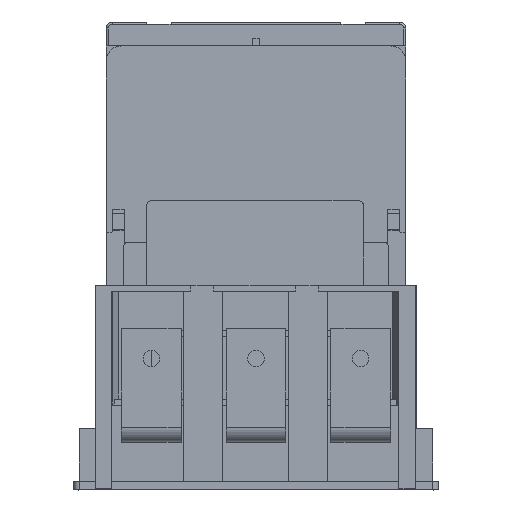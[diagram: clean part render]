
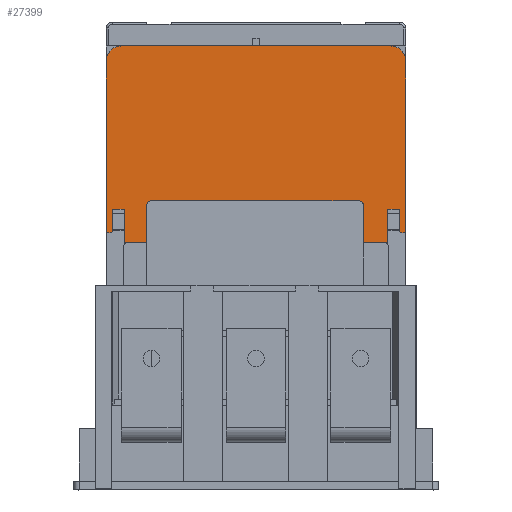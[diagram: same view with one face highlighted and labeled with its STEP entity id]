
A CAD part, front view. The second image highlights one B-rep face of the part: STEP entity #27399.
In plain terms, the highlighted planar face has unit normal (0, -1, 0).
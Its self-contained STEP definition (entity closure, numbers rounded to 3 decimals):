
#2457=DIRECTION('',(-1.,0.,0.));
#2458=VECTOR('',#2457,67.7);
#2459=CARTESIAN_POINT('',(33.85,-54.,3.));
#2460=LINE('',#2459,#2458);
#2461=DIRECTION('',(0.,0.,1.));
#2462=VECTOR('',#2461,5.);
#2463=CARTESIAN_POINT('',(-33.85,-54.,3.));
#2464=LINE('',#2463,#2462);
#2465=CARTESIAN_POINT('',(-39.,-54.,8.));
#2466=DIRECTION('',(0.,-1.,0.));
#2467=DIRECTION('',(1.,0.,0.));
#2468=AXIS2_PLACEMENT_3D('',#2465,#2466,#2467);
#2470=DIRECTION('',(-1.,0.,0.));
#2471=VECTOR('',#2470,5.);
#2472=CARTESIAN_POINT('',(-39.,-54.,
13.15));
#2473=LINE('',#2472,#2471);
#2474=DIRECTION('',(-1.,0.,0.));
#2475=VECTOR('',#2474,4.);
#2476=CARTESIAN_POINT('',(-44.,-54.,66.5));
#2477=LINE('',#2476,#2475);
#2478=DIRECTION('',(0.,0.,-1.));
#2479=VECTOR('',#2478,7.3);
#2480=CARTESIAN_POINT('',(-48.,-54.,66.5));
#2481=LINE('',#2480,#2479);
#2482=CARTESIAN_POINT('',(-48.7,-54.,
59.2));
#2483=DIRECTION('',(0.,1.,0.));
#2484=DIRECTION('',(1.,0.,0.));
#2485=AXIS2_PLACEMENT_3D('',#2482,#2483,#2484);
#2487=DIRECTION('',(-1.,0.,0.));
#2488=VECTOR('',#2487,0.6);
#2489=CARTESIAN_POINT('',(-48.7,-54.,
58.5));
#2490=LINE('',#2489,#2488);
#2491=CARTESIAN_POINT('',(-49.3,-54.,59.2));
#2492=DIRECTION('',(0.,1.,0.));
#2493=DIRECTION('',(0.,0.,-1.));
#2494=AXIS2_PLACEMENT_3D('',#2491,#2492,#2493);
#2496=DIRECTION('',(0.,0.,1.));
#2497=VECTOR('',#2496,56.8);
#2498=CARTESIAN_POINT('',(-50.,-54.,59.2));
#2499=LINE('',#2498,#2497);
#2500=CARTESIAN_POINT('',(-45.,-54.,116.));
#2501=DIRECTION('',(0.,1.,0.));
#2502=DIRECTION('',(-1.,0.,0.));
#2503=AXIS2_PLACEMENT_3D('',#2500,#2501,#2502);
#2505=DIRECTION('',(1.,0.,0.));
#2506=VECTOR('',#2505,90.);
#2507=CARTESIAN_POINT('',(-45.,-54.,
121.));
#2508=LINE('',#2507,#2506);
#2509=CARTESIAN_POINT('',(45.,-54.,116.));
#2510=DIRECTION('',(0.,1.,0.));
#2511=DIRECTION('',(0.,0.,1.));
#2512=AXIS2_PLACEMENT_3D('',#2509,#2510,#2511);
#2514=DIRECTION('',(0.,0.,-1.));
#2515=VECTOR('',#2514,56.8);
#2516=CARTESIAN_POINT('',(50.,-54.,116.));
#2517=LINE('',#2516,#2515);
#2518=CARTESIAN_POINT('',(49.3,-54.,59.2));
#2519=DIRECTION('',(0.,1.,0.));
#2520=DIRECTION('',(1.,0.,0.));
#2521=AXIS2_PLACEMENT_3D('',#2518,#2519,#2520);
#2523=DIRECTION('',(-1.,0.,0.));
#2524=VECTOR('',#2523,0.6);
#2525=CARTESIAN_POINT('',(49.3,-54.,58.5));
#2526=LINE('',#2525,#2524);
#2527=CARTESIAN_POINT('',(48.7,-54.,59.2));
#2528=DIRECTION('',(0.,1.,0.));
#2529=DIRECTION('',(0.,0.,-1.));
#2530=AXIS2_PLACEMENT_3D('',#2527,#2528,#2529);
#2532=DIRECTION('',(0.,0.,1.));
#2533=VECTOR('',#2532,7.3);
#2534=CARTESIAN_POINT('',(48.,-54.,59.2));
#2535=LINE('',#2534,#2533);
#2536=DIRECTION('',(-1.,0.,0.));
#2537=VECTOR('',#2536,4.);
#2538=CARTESIAN_POINT('',(48.,-54.,66.5));
#2539=LINE('',#2538,#2537);
#2540=DIRECTION('',(-1.,0.,0.));
#2541=VECTOR('',#2540,5.);
#2542=CARTESIAN_POINT('',(44.,-54.,13.15));
#2543=LINE('',#2542,#2541);
#2544=CARTESIAN_POINT('',(39.,-54.,8.));
#2545=DIRECTION('',(0.,-1.,0.));
#2546=DIRECTION('',(0.,0.,1.));
#2547=AXIS2_PLACEMENT_3D('',#2544,#2545,#2546);
#2549=DIRECTION('',(0.,0.,-1.));
#2550=VECTOR('',#2549,5.);
#2551=CARTESIAN_POINT('',(33.85,-54.,8.));
#2552=LINE('',#2551,#2550);
#2585=DIRECTION('',(0.,0.,-1.));
#2586=VECTOR('',#2585,53.35);
#2587=CARTESIAN_POINT('',(-44.,-54.,66.5));
#2588=LINE('',#2587,#2586);
#4750=DIRECTION('',(0.,0.,1.));
#4751=VECTOR('',#4750,53.35);
#4752=CARTESIAN_POINT('',(44.,-54.,13.15));
#4753=LINE('',#4752,#4751);
#19793=CARTESIAN_POINT('',(45.,-54.,
121.));
#19794=CARTESIAN_POINT('',(50.,-54.,116.));
#19795=VERTEX_POINT('',#19793);
#19796=VERTEX_POINT('',#19794);
#19797=CARTESIAN_POINT('',(50.,-54.,59.2));
#19798=VERTEX_POINT('',#19797);
#19799=CARTESIAN_POINT('',(49.3,-54.,
58.5));
#19800=VERTEX_POINT('',#19799);
#19801=CARTESIAN_POINT('',(48.7,-54.,
58.5));
#19802=VERTEX_POINT('',#19801);
#19803=CARTESIAN_POINT('',(48.,-54.,59.2));
#19804=VERTEX_POINT('',#19803);
#19805=CARTESIAN_POINT('',(48.,-54.,66.5));
#19806=VERTEX_POINT('',#19805);
#19807=CARTESIAN_POINT('',(44.,-54.,66.5));
#19808=VERTEX_POINT('',#19807);
#19809=CARTESIAN_POINT('',(44.,-54.,13.15));
#19810=CARTESIAN_POINT('',(39.,-54.,13.15));
#19811=VERTEX_POINT('',#19809);
#19812=VERTEX_POINT('',#19810);
#19813=CARTESIAN_POINT('',(33.85,-54.,8.));
#19814=VERTEX_POINT('',#19813);
#19815=CARTESIAN_POINT('',(-33.85,-54.,8.));
#19816=CARTESIAN_POINT('',(-39.,-54.,
13.15));
#19817=VERTEX_POINT('',#19815);
#19818=VERTEX_POINT('',#19816);
#19819=CARTESIAN_POINT('',(-44.,-54.,13.15));
#19820=VERTEX_POINT('',#19819);
#19821=CARTESIAN_POINT('',(-44.,-54.,66.5));
#19822=CARTESIAN_POINT('',(-48.,-54.,66.5));
#19823=VERTEX_POINT('',#19821);
#19824=VERTEX_POINT('',#19822);
#19825=CARTESIAN_POINT('',(-48.,-54.,59.2));
#19826=VERTEX_POINT('',#19825);
#19827=CARTESIAN_POINT('',(-48.7,-54.,
58.5));
#19828=VERTEX_POINT('',#19827);
#19829=CARTESIAN_POINT('',(-49.3,-54.,
58.5));
#19830=VERTEX_POINT('',#19829);
#19831=CARTESIAN_POINT('',(-50.,-54.,59.2));
#19832=VERTEX_POINT('',#19831);
#19833=CARTESIAN_POINT('',(-50.,-54.,116.));
#19834=VERTEX_POINT('',#19833);
#19835=CARTESIAN_POINT('',(-45.,-54.,
121.));
#19836=VERTEX_POINT('',#19835);
#21833=CARTESIAN_POINT('',(33.85,-54.,3.));
#21835=VERTEX_POINT('',#21833);
#21839=CARTESIAN_POINT('',(-33.85,-54.,3.));
#21841=VERTEX_POINT('',#21839);
#27351=CARTESIAN_POINT('',(0.,-54.,
61.15));
#27352=DIRECTION('',(0.,1.,0.));
#27353=DIRECTION('',(-1.,0.,0.));
#27354=AXIS2_PLACEMENT_3D('',#27351,#27352,#27353);
#27355=PLANE('',#27354);
#27356=ORIENTED_EDGE('',*,*,#24086,.T.);
#27358=ORIENTED_EDGE('',*,*,#27357,.T.);
#27360=ORIENTED_EDGE('',*,*,#27359,.T.);
#27362=ORIENTED_EDGE('',*,*,#27361,.T.);
#27364=ORIENTED_EDGE('',*,*,#27363,.F.);
#27366=ORIENTED_EDGE('',*,*,#27365,.T.);
#27367=ORIENTED_EDGE('',*,*,#27285,.T.);
#27368=ORIENTED_EDGE('',*,*,#27314,.T.);
#27369=ORIENTED_EDGE('',*,*,#27329,.T.);
#27370=ORIENTED_EDGE('',*,*,#27343,.T.);
#27371=ORIENTED_EDGE('',*,*,#25067,.T.);
#27373=ORIENTED_EDGE('',*,*,#27372,.T.);
#27375=ORIENTED_EDGE('',*,*,#27374,.T.);
#27377=ORIENTED_EDGE('',*,*,#27376,.T.);
#27378=ORIENTED_EDGE('',*,*,#26623,.T.);
#27380=ORIENTED_EDGE('',*,*,#27379,.T.);
#27382=ORIENTED_EDGE('',*,*,#27381,.T.);
#27384=ORIENTED_EDGE('',*,*,#27383,.T.);
#27386=ORIENTED_EDGE('',*,*,#27385,.T.);
#27388=ORIENTED_EDGE('',*,*,#27387,.T.);
#27390=ORIENTED_EDGE('',*,*,#27389,.F.);
#27392=ORIENTED_EDGE('',*,*,#27391,.T.);
#27394=ORIENTED_EDGE('',*,*,#27393,.T.);
#27396=ORIENTED_EDGE('',*,*,#27395,.T.);
#27397=EDGE_LOOP('',(#27356,#27358,#27360,#27362,#27364,#27366,#27367,#27368,
#27369,#27370,#27371,#27373,#27375,#27377,#27378,#27380,#27382,#27384,#27386,
#27388,#27390,#27392,#27394,#27396));
#27398=FACE_OUTER_BOUND('',#27397,.F.);
#2469=CIRCLE('',#2468,5.15);
#2486=CIRCLE('',#2485,0.7);
#2495=CIRCLE('',#2494,0.7);
#2504=CIRCLE('',#2503,5.);
#2513=CIRCLE('',#2512,5.);
#2522=CIRCLE('',#2521,0.7);
#2531=CIRCLE('',#2530,0.7);
#2548=CIRCLE('',#2547,5.15);
#24086=EDGE_CURVE('',#21835,#21841,#2460,.T.);
#25067=EDGE_CURVE('',#19832,#19834,#2499,.T.);
#26623=EDGE_CURVE('',#19796,#19798,#2517,.T.);
#27285=EDGE_CURVE('',#19824,#19826,#2481,.T.);
#27314=EDGE_CURVE('',#19826,#19828,#2486,.T.);
#27329=EDGE_CURVE('',#19828,#19830,#2490,.T.);
#27343=EDGE_CURVE('',#19830,#19832,#2495,.T.);
#27357=EDGE_CURVE('',#21841,#19817,#2464,.T.);
#27359=EDGE_CURVE('',#19817,#19818,#2469,.T.);
#27361=EDGE_CURVE('',#19818,#19820,#2473,.T.);
#27363=EDGE_CURVE('',#19823,#19820,#2588,.T.);
#27365=EDGE_CURVE('',#19823,#19824,#2477,.T.);
#27372=EDGE_CURVE('',#19834,#19836,#2504,.T.);
#27374=EDGE_CURVE('',#19836,#19795,#2508,.T.);
#27376=EDGE_CURVE('',#19795,#19796,#2513,.T.);
#27379=EDGE_CURVE('',#19798,#19800,#2522,.T.);
#27381=EDGE_CURVE('',#19800,#19802,#2526,.T.);
#27383=EDGE_CURVE('',#19802,#19804,#2531,.T.);
#27385=EDGE_CURVE('',#19804,#19806,#2535,.T.);
#27387=EDGE_CURVE('',#19806,#19808,#2539,.T.);
#27389=EDGE_CURVE('',#19811,#19808,#4753,.T.);
#27391=EDGE_CURVE('',#19811,#19812,#2543,.T.);
#27393=EDGE_CURVE('',#19812,#19814,#2548,.T.);
#27395=EDGE_CURVE('',#19814,#21835,#2552,.T.);
#27399=ADVANCED_FACE('',(#27398),#27355,.F.);
